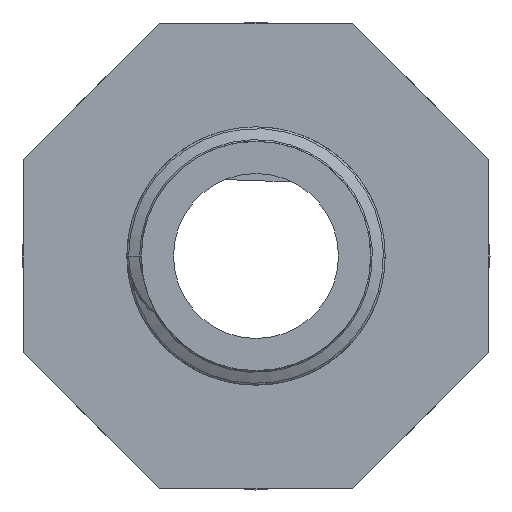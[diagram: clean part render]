
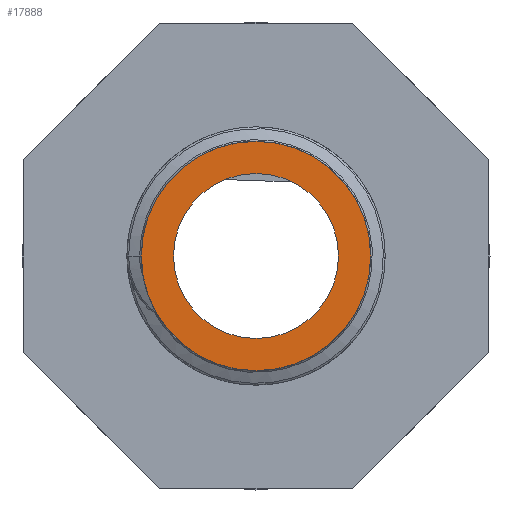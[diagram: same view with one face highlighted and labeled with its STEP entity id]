
A CAD part, left-side view. The second image highlights one B-rep face of the part: STEP entity #17888.
In plain terms, the highlighted planar face has unit normal (-1, 0, 0).
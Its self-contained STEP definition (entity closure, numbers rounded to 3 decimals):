
#447 = CIRCLE ( 'NONE', #459, 9.316 ) ;
#459 = AXIS2_PLACEMENT_3D ( 'NONE', #2934, #2936, #2938 ) ;
#518 = CIRCLE ( 'NONE', #525, 9.316 ) ;
#525 = AXIS2_PLACEMENT_3D ( 'NONE', #6888, #6889, #6890 ) ;
#736 = CARTESIAN_POINT ( 'NONE',  ( 0., 0., 0. ) ) ;
#738 = DIRECTION ( 'NONE',  ( -1., 0., 0. ) ) ;
#740 = DIRECTION ( 'NONE',  ( 0., 0., 1. ) ) ;
#846 = CARTESIAN_POINT ( 'NONE',  ( 0., 0., -9.316 ) ) ;
#852 = CARTESIAN_POINT ( 'NONE',  ( 0., 0., -6.7 ) ) ;
#872 = CARTESIAN_POINT ( 'NONE',  ( 0., 0., 6.7 ) ) ;
#907 = CARTESIAN_POINT ( 'NONE',  ( 0., 0., 9.316 ) ) ;
#2934 = CARTESIAN_POINT ( 'NONE',  ( 0., 0., 0. ) ) ;
#2936 = DIRECTION ( 'NONE',  ( -1., 0., 0. ) ) ;
#2938 = DIRECTION ( 'NONE',  ( 0., 0., 1. ) ) ;
#6888 = CARTESIAN_POINT ( 'NONE',  ( 0., 0., 0. ) ) ;
#6889 = DIRECTION ( 'NONE',  ( -1., 0., 0. ) ) ;
#6890 = DIRECTION ( 'NONE',  ( 0., 0., 1. ) ) ;
#8937 = ORIENTED_EDGE ( 'NONE', *, *, #10328, .F. ) ;
#8938 = ORIENTED_EDGE ( 'NONE', *, *, #17910, .F. ) ;
#8939 = ORIENTED_EDGE ( 'NONE', *, *, #10085, .T. ) ;
#9834 = ORIENTED_EDGE ( 'NONE', *, *, #10021, .T. ) ;
#9975 = EDGE_LOOP ( 'NONE', ( #8937, #8938 ) ) ;
#9978 = EDGE_LOOP ( 'NONE', ( #8939, #9834 ) ) ;
#10021 = EDGE_CURVE ( 'NONE', #12125, #12175, #447, .T. ) ;
#10085 = EDGE_CURVE ( 'NONE', #12175, #12125, #518, .T. ) ;
#10328 = EDGE_CURVE ( 'NONE', #12141, #12140, #13553, .T. ) ;
#12125 = VERTEX_POINT ( 'NONE', #846 ) ;
#12140 = VERTEX_POINT ( 'NONE', #852 ) ;
#12141 = VERTEX_POINT ( 'NONE', #872 ) ;
#12175 = VERTEX_POINT ( 'NONE', #907 ) ;
#13553 = CIRCLE ( 'NONE', #13591, 6.7 ) ;
#13591 = AXIS2_PLACEMENT_3D ( 'NONE', #736, #738, #740 ) ;
#16636 = CARTESIAN_POINT ( 'NONE',  ( 0., 6.7, 0. ) ) ;
#16637 = FACE_BOUND ( 'NONE', #9975, .T. ) ;
#16638 = FACE_OUTER_BOUND ( 'NONE', #9978, .T. ) ;
#16642 = PLANE ( 'NONE',  #20885 ) ;
#16643 = DIRECTION ( 'NONE',  ( 1., 0., 0. ) ) ;
#16644 = DIRECTION ( 'NONE',  ( 0., 0., -1. ) ) ;
#16761 = CARTESIAN_POINT ( 'NONE',  ( 0., 0., 0. ) ) ;
#16762 = DIRECTION ( 'NONE',  ( -1., 0., 0. ) ) ;
#16763 = DIRECTION ( 'NONE',  ( 0., 0., 1. ) ) ;
#17888 = ADVANCED_FACE ( 'NONE', ( #16637, #16638 ), #16642, .F. ) ;
#17910 = EDGE_CURVE ( 'NONE', #12140, #12141, #20905, .T. ) ;
#20885 = AXIS2_PLACEMENT_3D ( 'NONE', #16636, #16643, #16644 ) ;
#20905 = CIRCLE ( 'NONE', #20906, 6.7 ) ;
#20906 = AXIS2_PLACEMENT_3D ( 'NONE', #16761, #16762, #16763 ) ;
